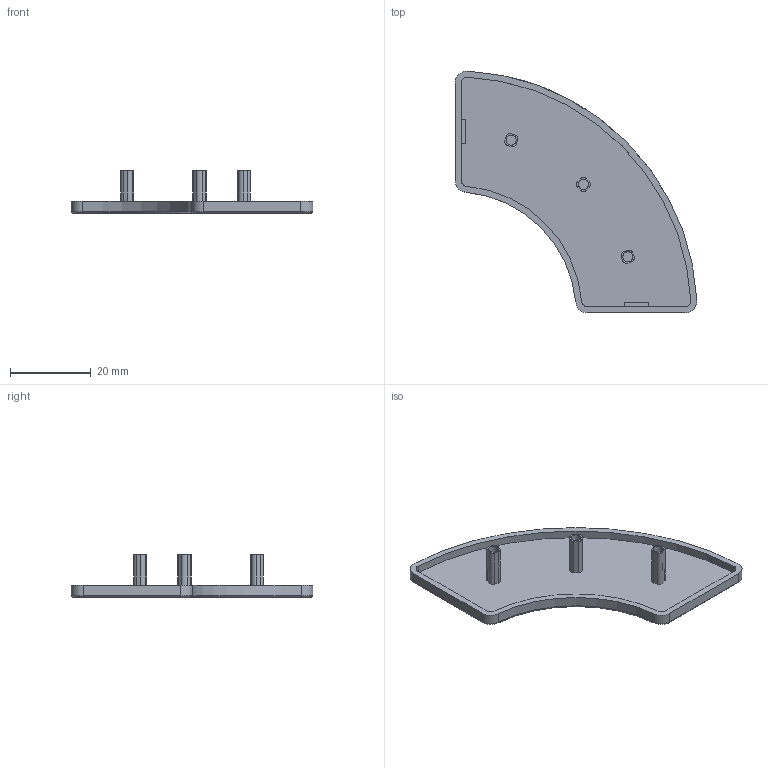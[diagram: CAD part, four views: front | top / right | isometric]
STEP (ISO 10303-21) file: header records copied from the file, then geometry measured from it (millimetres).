
FILE_DESCRIPTION (( 'STEP AP214' ), '1' );
FILE_NAME ('BASE06E1318-Embout 6 R30_60-90°.step', '2023-03-24T09:40:51', ( 'Altae' ), ( '' ), 'SwSTEP 2.0', 'SolidWorks 2021', '' );
FILE_SCHEMA (( 'AUTOMOTIVE_DESIGN' ));
Length unit declared in the file: millimetre
Products named in the file (1): BASE06E1318-Embout 6 R30_60-90°
Bounding box: 59.92 x 59.92 x 10.5 mm (x, y, z)
Volume: 2792.9 mm3; surface area: 5679.8 mm2
Topology: 1 solids, 1 shells, 75 faces, 190 edges, 124 vertices
Faces by surface type: cylinder 35, plane 33, torus 7
Entity records: 2724 total; most frequent: CARTESIAN_POINT 815, DIRECTION 413, ORIENTED_EDGE 380, EDGE_CURVE 190, AXIS2_PLACEMENT_3D 153, VERTEX_POINT 124, VECTOR 107, LINE 107
